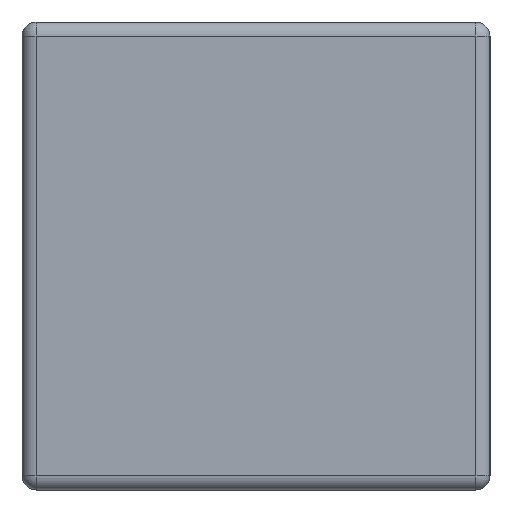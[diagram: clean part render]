
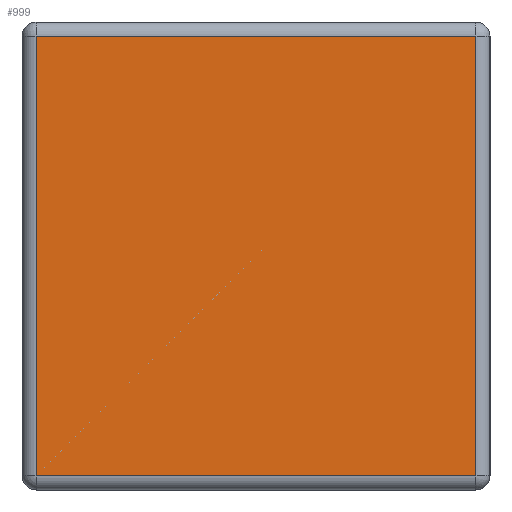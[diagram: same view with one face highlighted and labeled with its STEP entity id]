
A CAD part, left-side view. The second image highlights one B-rep face of the part: STEP entity #999.
In plain terms, the highlighted planar face has unit normal (-1, 0, 0).
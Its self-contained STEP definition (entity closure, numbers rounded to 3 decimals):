
#43=PLANE('',#1131);
#111=FACE_OUTER_BOUND('',#179,.T.);
#179=EDGE_LOOP('',(#845,#846,#847,#848));
#232=LINE('',#1658,#321);
#235=LINE('',#1662,#324);
#240=LINE('',#1670,#329);
#243=LINE('',#1674,#332);
#321=VECTOR('',#1363,10.);
#324=VECTOR('',#1368,10.);
#329=VECTOR('',#1379,10.);
#332=VECTOR('',#1384,10.);
#466=VERTEX_POINT('',#1623);
#474=VERTEX_POINT('',#1640);
#475=VERTEX_POINT('',#1644);
#480=VERTEX_POINT('',#1654);
#584=EDGE_CURVE('',#475,#480,#232,.T.);
#587=EDGE_CURVE('',#480,#474,#235,.T.);
#592=EDGE_CURVE('',#466,#475,#240,.T.);
#595=EDGE_CURVE('',#474,#466,#243,.T.);
#845=ORIENTED_EDGE('',*,*,#584,.F.);
#846=ORIENTED_EDGE('',*,*,#592,.F.);
#847=ORIENTED_EDGE('',*,*,#595,.F.);
#848=ORIENTED_EDGE('',*,*,#587,.F.);
#999=ADVANCED_FACE('',(#111),#43,.T.);
#1131=AXIS2_PLACEMENT_3D('',#1712,#1423,#1424);
#1363=DIRECTION('',(0.,1.,0.));
#1368=DIRECTION('',(0.,0.,1.));
#1379=DIRECTION('',(0.,0.,-1.));
#1384=DIRECTION('',(0.,-1.,0.));
#1423=DIRECTION('center_axis',(-1.,0.,0.));
#1424=DIRECTION('ref_axis',(0.,-1.,0.));
#1623=CARTESIAN_POINT('',(-0.315,-0.155,0.32));
#1640=CARTESIAN_POINT('',(-0.315,0.155,0.32));
#1644=CARTESIAN_POINT('',(-0.315,-0.155,0.01));
#1654=CARTESIAN_POINT('',(-0.315,0.155,0.01));
#1658=CARTESIAN_POINT('',(-0.315,0.083,0.01));
#1662=CARTESIAN_POINT('',(-0.315,0.155,0.));
#1670=CARTESIAN_POINT('',(-0.315,-0.155,0.));
#1674=CARTESIAN_POINT('',(-0.315,0.083,0.32));
#1712=CARTESIAN_POINT('Origin',(-0.315,0.165,0.));
